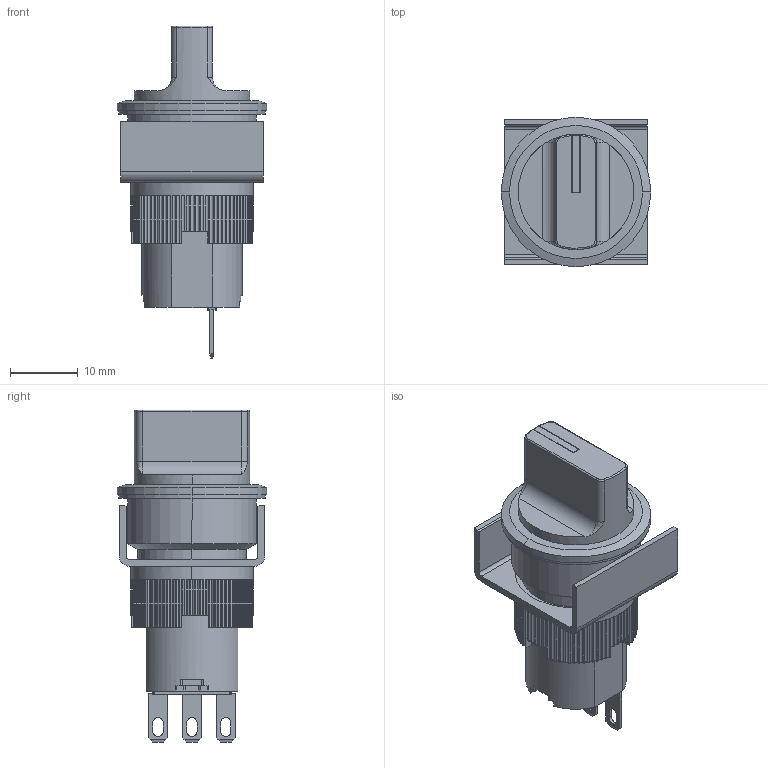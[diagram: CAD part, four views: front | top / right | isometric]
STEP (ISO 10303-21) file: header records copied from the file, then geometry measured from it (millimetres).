
FILE_DESCRIPTION (( 'STEP AP203' ), '1' );
FILE_NAME ('AF16PR-2C1B.step', '2022-08-18T15:43:56', ( '' ), ( '' ), 'SwSTEP 2.0', 'SolidWorks 2021', '' );
FILE_SCHEMA (( 'CONFIG_CONTROL_DESIGN' ));
Length unit declared in the file: inch
Products named in the file (1): AF16PR-2C1B
Bounding box: 22 x 22 x 48.9 mm (x, y, z)
Volume: 8045.1 mm3; surface area: 6568 mm2
Topology: 9 solids, 9 shells, 638 faces, 1799 edges, 1194 vertices
Faces by surface type: plane 443, cylinder 180, bspline 11, cone 4
Entity records: 21010 total; most frequent: CARTESIAN_POINT 3959, ORIENTED_EDGE 3598, DIRECTION 3576, EDGE_CURVE 1799, VECTOR 1222, LINE 1222, VERTEX_POINT 1194, AXIS2_PLACEMENT_3D 1177
